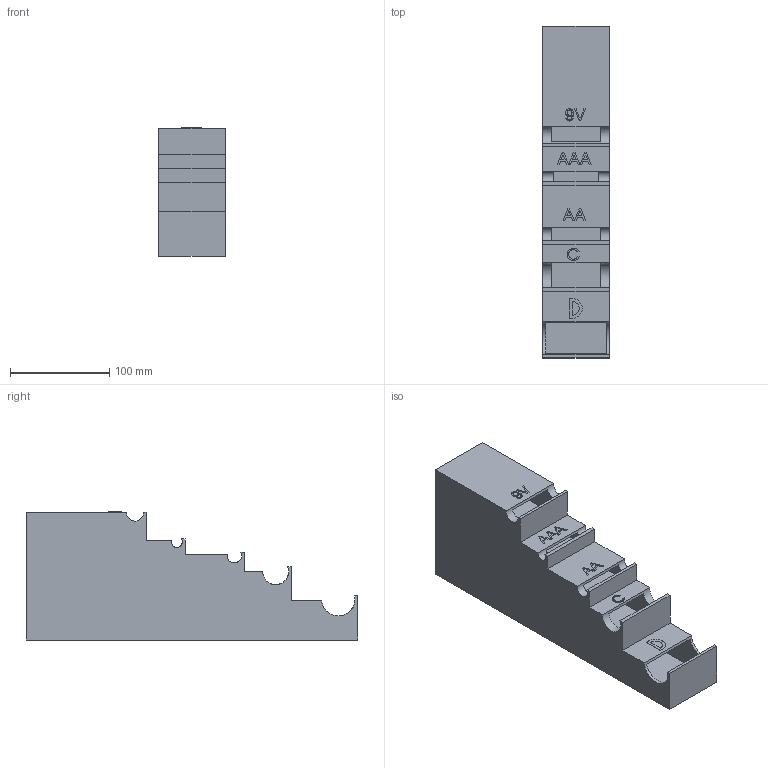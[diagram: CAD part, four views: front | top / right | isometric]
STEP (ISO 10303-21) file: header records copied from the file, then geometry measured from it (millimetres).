
FILE_DESCRIPTION(/* description */ (''),/* implementation_level */ '2;1');
FILE_NAME(/* name */ 'Battery Dispenser v1.step',/* time_stamp */ '2017-08-22T21:55:59+01:00',/* author */ (''),/* organization */ (''),/* preprocessor_version */ 'ST-DEVELOPER v16.13',/* originating_system */ 'Autodesk Translation Framework v6.1.1.50',/* authorisation */ '');
FILE_SCHEMA (('AUTOMOTIVE_DESIGN { 1 0 10303 214 3 1 1 }'));
Length unit declared in the file: millimetre
Products named in the file (1): Battery Dispenser v1
Bounding box: 67.5 x 335 x 129.25 mm (x, y, z)
Volume: 624472.3 mm3; surface area: 281985.6 mm2
Topology: 1 solids, 1 shells, 177 faces, 486 edges, 324 vertices
Faces by surface type: plane 127, bspline 41, cylinder 9
Entity records: 5993 total; most frequent: CARTESIAN_POINT 1685, ORIENTED_EDGE 972, DIRECTION 706, EDGE_CURVE 486, LINE 376, VECTOR 376, VERTEX_POINT 324, EDGE_LOOP 200
